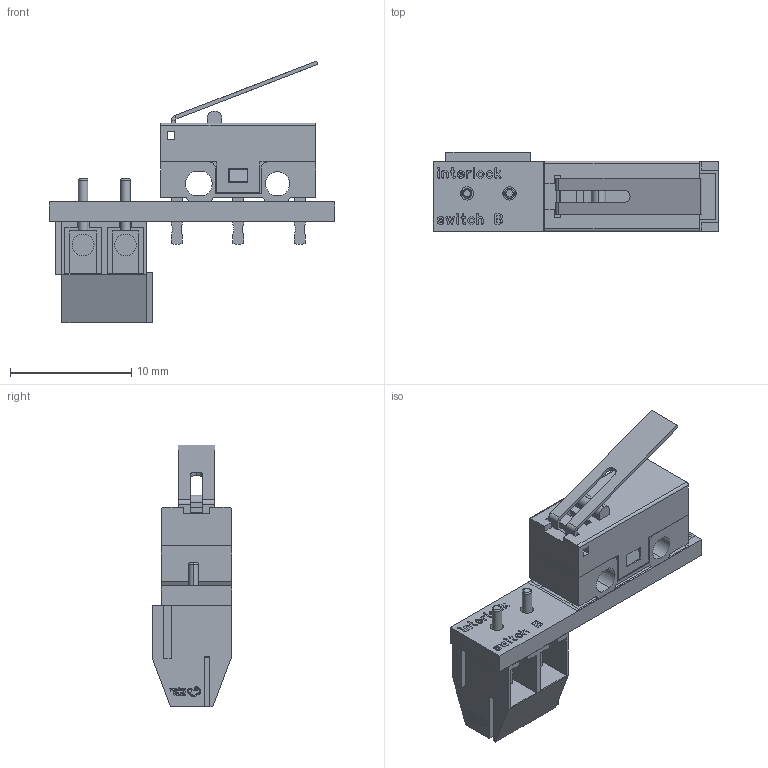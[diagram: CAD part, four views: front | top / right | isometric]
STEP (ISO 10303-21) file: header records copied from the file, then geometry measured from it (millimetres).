
FILE_DESCRIPTION(('Designed by EasyEDA Pro'),'2;1');
FILE_NAME('Open CASCADE Shape Model','2025-08-17T12:46:42',('Author'),( 'Open CASCADE'),'Open CASCADE STEP processor 7.8','Open CASCADE 7.8' ,'Unknown');
FILE_SCHEMA(('AUTOMOTIVE_DESIGN { 1 0 10303 214 1 1 1 1 }'));
Length unit declared in the file: millimetre
Products named in the file (12): EasyEDA PCB Model~KMXD; Board~KMXD; TopCopper~KMXD; BottomCopper~KMXD; TopSilkscreen~KMXD; BottomSilkscreen~KMXD; TopFpcStiffener~KMXD; BottomFpcStiffener~KMXD; SW2~SW-TH_D2F-L~SW-TH_D2F-L-L13.0-W5.8-H11.6-P5.08~KMXD; SW-TH_D2F-L~SW-TH_D2F-L-L13.0-W5.8-H11.6-P5.08~KMXD; U2~CONN-TH_DB301V-3.5-2P-GN~CONN-TH_DB301V-3.5-2P-GN~KMXD; CONN-TH_DB301V-3.5-2P-GN~CONN-TH_DB301V-3.5-2P-GN~KMXD
Assembly tree (11 placements, depth 3):
  EasyEDA PCB Model~KMXD
    Board~KMXD
    TopCopper~KMXD
    BottomCopper~KMXD
    TopSilkscreen~KMXD
    BottomSilkscreen~KMXD
    TopFpcStiffener~KMXD
    BottomFpcStiffener~KMXD
    SW2~SW-TH_D2F-L~SW-TH_D2F-L-L13.0-W5.8-H11.6-P5.08~KMXD
      SW-TH_D2F-L~SW-TH_D2F-L-L13.0-W5.8-H11.6-P5.08~KMXD
    U2~CONN-TH_DB301V-3.5-2P-GN~CONN-TH_DB301V-3.5-2P-GN~KMXD
      CONN-TH_DB301V-3.5-2P-GN~CONN-TH_DB301V-3.5-2P-GN~KMXD
Bounding box: 23.6 x 6.56 x 21.64 mm (x, y, z)
Volume: 898 mm3; surface area: 1753.5 mm2
Topology: 36 solids, 60 shells, 809 faces, 2638 edges, 1946 vertices
Faces by surface type: plane 532, bspline 210, cylinder 56, torus 10, cone 1
Entity records: 38322 total; most frequent: CARTESIAN_POINT 9143, ORIENTED_EDGE 4752, DIRECTION 3720, EDGE_CURVE 2638, VERTEX_POINT 1946, LINE 1878, VECTOR 1878, AXIS2_PLACEMENT_3D 921
